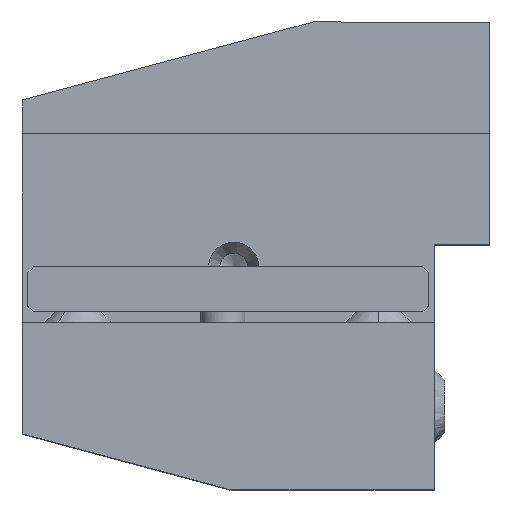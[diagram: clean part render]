
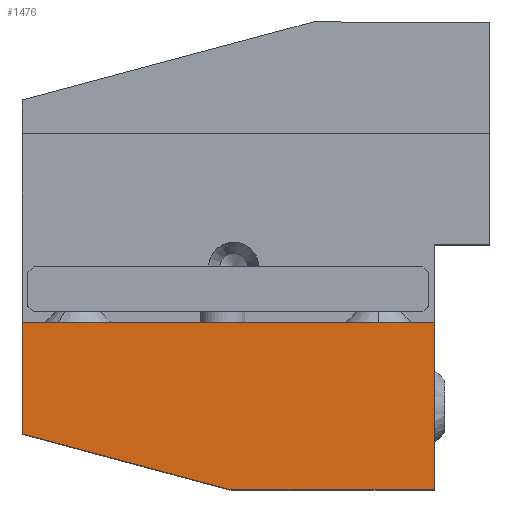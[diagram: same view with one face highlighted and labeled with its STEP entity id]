
A CAD part, top view. The second image highlights one B-rep face of the part: STEP entity #1476.
In plain terms, the highlighted planar face has unit normal (0, 0, 1).
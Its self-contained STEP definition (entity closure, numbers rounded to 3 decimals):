
#37 = CARTESIAN_POINT ( 'NONE',  ( -20.049, -28.271, 55.462 ) ) ;
#189 = VERTEX_POINT ( 'NONE', #8021 ) ;
#425 = VECTOR ( 'NONE', #2787, 1000. ) ;
#638 = CARTESIAN_POINT ( 'NONE',  ( -57.049, -23.271, 55.462 ) ) ;
#771 = VERTEX_POINT ( 'NONE', #638 ) ;
#782 = VECTOR ( 'NONE', #7759, 1000. ) ;
#935 = ORIENTED_EDGE ( 'NONE', *, *, #8586, .T. ) ;
#964 = CARTESIAN_POINT ( 'NONE',  ( -57.049, -13.271, 55.462 ) ) ;
#1061 = CARTESIAN_POINT ( 'NONE',  ( -20.049, -13.271, 55.462 ) ) ;
#1113 = DIRECTION ( 'NONE',  ( 0., 0., 1. ) ) ;
#1434 = CARTESIAN_POINT ( 'NONE',  ( -57.049, -23.271, 55.462 ) ) ;
#1438 = DIRECTION ( 'NONE',  ( 0., -1., 0. ) ) ;
#1476 = ADVANCED_FACE ( 'NONE', ( #4958 ), #4932, .T. ) ;
#1605 = ORIENTED_EDGE ( 'NONE', *, *, #7270, .T. ) ;
#1645 = LINE ( 'NONE', #2850, #8203 ) ;
#2329 = CARTESIAN_POINT ( 'NONE',  ( -57.049, -28.271, 55.462 ) ) ;
#2787 = DIRECTION ( 'NONE',  ( 0.966, -0.259, 0. ) ) ;
#2850 = CARTESIAN_POINT ( 'NONE',  ( -20.049, -28.271, 55.462 ) ) ;
#2856 = EDGE_CURVE ( 'NONE', #771, #7635, #5482, .T. ) ;
#2875 = CARTESIAN_POINT ( 'NONE',  ( -57.049, 13.729, 55.462 ) ) ;
#2902 = EDGE_CURVE ( 'NONE', #7635, #7179, #3384, .T. ) ;
#3159 = ORIENTED_EDGE ( 'NONE', *, *, #5562, .T. ) ;
#3384 = LINE ( 'NONE', #6813, #7074 ) ;
#3537 = DIRECTION ( 'NONE',  ( 0., 1., 0. ) ) ;
#4167 = DIRECTION ( 'NONE',  ( 1., 0., 0. ) ) ;
#4693 = VECTOR ( 'NONE', #1438, 1000. ) ;
#4750 = ORIENTED_EDGE ( 'NONE', *, *, #2902, .T. ) ;
#4861 = EDGE_LOOP ( 'NONE', ( #5242, #4750, #1605, #935, #3159 ) ) ;
#4932 = PLANE ( 'NONE',  #7375 ) ;
#4958 = FACE_OUTER_BOUND ( 'NONE', #4861, .T. ) ;
#5242 = ORIENTED_EDGE ( 'NONE', *, *, #2856, .T. ) ;
#5482 = LINE ( 'NONE', #1434, #425 ) ;
#5562 = EDGE_CURVE ( 'NONE', #189, #771, #6843, .T. ) ;
#6296 = CARTESIAN_POINT ( 'NONE',  ( -38.389, -28.271, 55.462 ) ) ;
#6813 = CARTESIAN_POINT ( 'NONE',  ( -57.049, -28.271, 55.462 ) ) ;
#6843 = LINE ( 'NONE', #2875, #4693 ) ;
#6944 = VERTEX_POINT ( 'NONE', #1061 ) ;
#7074 = VECTOR ( 'NONE', #4167, 1000. ) ;
#7179 = VERTEX_POINT ( 'NONE', #37 ) ;
#7270 = EDGE_CURVE ( 'NONE', #7179, #6944, #1645, .T. ) ;
#7333 = LINE ( 'NONE', #964, #782 ) ;
#7375 = AXIS2_PLACEMENT_3D ( 'NONE', #2329, #1113, #8544 ) ;
#7635 = VERTEX_POINT ( 'NONE', #6296 ) ;
#7759 = DIRECTION ( 'NONE',  ( -1., 0., 0. ) ) ;
#8021 = CARTESIAN_POINT ( 'NONE',  ( -57.049, -13.271, 55.462 ) ) ;
#8203 = VECTOR ( 'NONE', #3537, 1000. ) ;
#8544 = DIRECTION ( 'NONE',  ( 1., 0., 0. ) ) ;
#8586 = EDGE_CURVE ( 'NONE', #6944, #189, #7333, .T. ) ;
